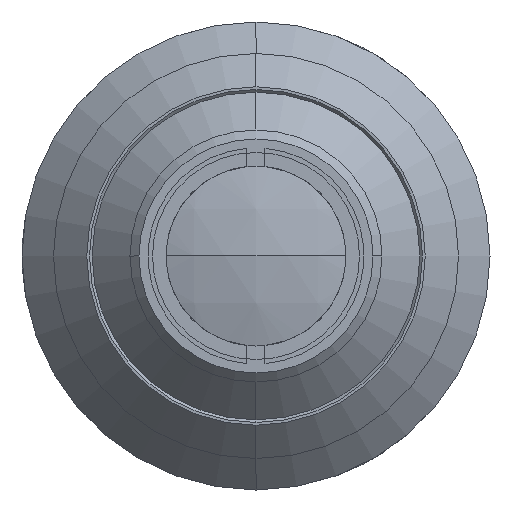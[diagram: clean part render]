
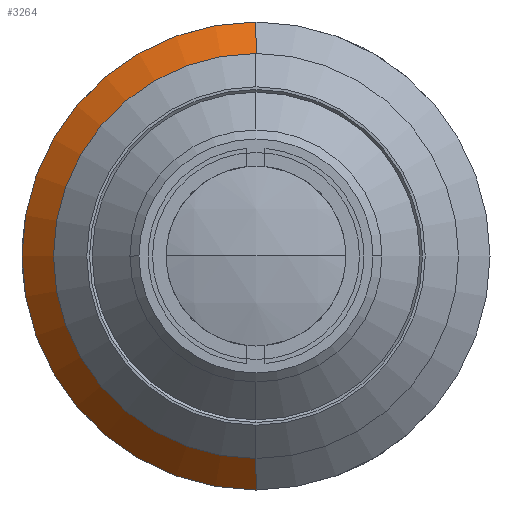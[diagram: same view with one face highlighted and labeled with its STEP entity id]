
A CAD part, left-side view. The second image highlights one B-rep face of the part: STEP entity #3264.
In plain terms, the highlighted conical face has half-angle 45 degrees and reference radius 26 mm.
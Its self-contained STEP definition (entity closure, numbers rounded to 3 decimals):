
#68 = EDGE_CURVE ( 'NONE', #2553, #1301, #2609, .T. ) ;
#231 = CARTESIAN_POINT ( 'NONE',  ( 75.39, 0., 22.5 ) ) ;
#385 = CARTESIAN_POINT ( 'NONE',  ( 75.39, 0., -22.5 ) ) ;
#502 = ORIENTED_EDGE ( 'NONE', *, *, #1235, .T. ) ;
#722 = CONICAL_SURFACE ( 'NONE', #2629, 26., 0.785 ) ;
#792 = CARTESIAN_POINT ( 'NONE',  ( 78.89, 0., -26. ) ) ;
#935 = LINE ( 'NONE', #1705, #2796 ) ;
#949 = EDGE_LOOP ( 'NONE', ( #1725, #2066, #502, #991 ) ) ;
#991 = ORIENTED_EDGE ( 'NONE', *, *, #68, .F. ) ;
#994 = AXIS2_PLACEMENT_3D ( 'NONE', #2388, #1843, #1371 ) ;
#1013 = CARTESIAN_POINT ( 'NONE',  ( 75.39, 0., 0. ) ) ;
#1062 = CARTESIAN_POINT ( 'NONE',  ( 78.89, 0., 26. ) ) ;
#1082 = DIRECTION ( 'NONE',  ( 0.707, 0., -0.707 ) ) ;
#1235 = EDGE_CURVE ( 'NONE', #1743, #1301, #2461, .T. ) ;
#1280 = DIRECTION ( 'NONE',  ( 0., 0., 1. ) ) ;
#1297 = DIRECTION ( 'NONE',  ( 1., 0., 0. ) ) ;
#1301 = VERTEX_POINT ( 'NONE', #3313 ) ;
#1338 = EDGE_CURVE ( 'NONE', #3296, #1743, #935, .T. ) ;
#1371 = DIRECTION ( 'NONE',  ( 0., 0., 1. ) ) ;
#1545 = FACE_OUTER_BOUND ( 'NONE', #949, .T. ) ;
#1691 = AXIS2_PLACEMENT_3D ( 'NONE', #1013, #1746, #1280 ) ;
#1705 = CARTESIAN_POINT ( 'NONE',  ( 78.89, 0., 26. ) ) ;
#1725 = ORIENTED_EDGE ( 'NONE', *, *, #3128, .F. ) ;
#1739 = CIRCLE ( 'NONE', #1691, 22.5 ) ;
#1743 = VERTEX_POINT ( 'NONE', #1062 ) ;
#1746 = DIRECTION ( 'NONE',  ( -1., 0., 0. ) ) ;
#1843 = DIRECTION ( 'NONE',  ( -1., 0., 0. ) ) ;
#1881 = VECTOR ( 'NONE', #1082, 1000. ) ;
#2066 = ORIENTED_EDGE ( 'NONE', *, *, #1338, .T. ) ;
#2388 = CARTESIAN_POINT ( 'NONE',  ( 78.89, 0., 0. ) ) ;
#2461 = CIRCLE ( 'NONE', #994, 26. ) ;
#2540 = DIRECTION ( 'NONE',  ( 0., 0., -1. ) ) ;
#2553 = VERTEX_POINT ( 'NONE', #385 ) ;
#2597 = CARTESIAN_POINT ( 'NONE',  ( 78.89, 0., 0. ) ) ;
#2609 = LINE ( 'NONE', #792, #1881 ) ;
#2629 = AXIS2_PLACEMENT_3D ( 'NONE', #2597, #1297, #2540 ) ;
#2765 = DIRECTION ( 'NONE',  ( 0.707, 0., 0.707 ) ) ;
#2796 = VECTOR ( 'NONE', #2765, 1000. ) ;
#3128 = EDGE_CURVE ( 'NONE', #3296, #2553, #1739, .T. ) ;
#3264 = ADVANCED_FACE ( 'NONE', ( #1545 ), #722, .T. ) ;
#3296 = VERTEX_POINT ( 'NONE', #231 ) ;
#3313 = CARTESIAN_POINT ( 'NONE',  ( 78.89, 0., -26. ) ) ;
